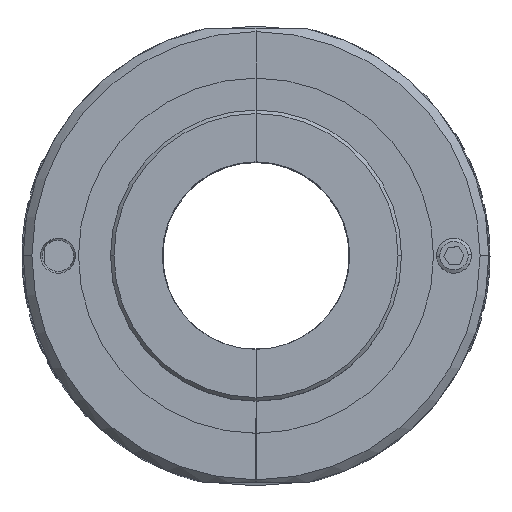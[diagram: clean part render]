
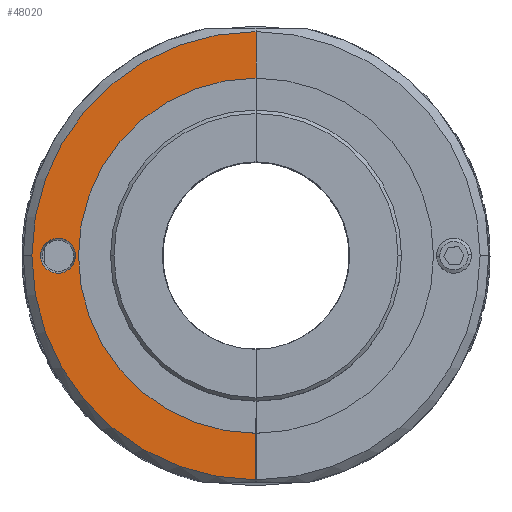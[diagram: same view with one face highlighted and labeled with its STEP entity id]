
A CAD part, top view. The second image highlights one B-rep face of the part: STEP entity #48020.
In plain terms, the highlighted planar face has unit normal (0, 0, 1).
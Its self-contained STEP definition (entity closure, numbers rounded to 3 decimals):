
#99 = EDGE_CURVE ( 'NONE', #10840, #12834, #43124, .T. ) ;
#2671 = VERTEX_POINT ( 'NONE', #32323 ) ;
#2692 = EDGE_CURVE ( 'NONE', #2671, #29747, #38127, .T. ) ;
#3362 = EDGE_CURVE ( 'NONE', #22853, #28468, #27762, .T. ) ;
#3802 = DIRECTION ( 'NONE',  ( 1., 0., 0. ) ) ;
#8809 = ORIENTED_EDGE ( 'NONE', *, *, #3362, .F. ) ;
#10840 = VERTEX_POINT ( 'NONE', #47080 ) ;
#10912 = CARTESIAN_POINT ( 'NONE',  ( -15.5, 0., -7.5 ) ) ;
#11193 = EDGE_LOOP ( 'NONE', ( #40895, #30036, #36424, #25678, #12358 ) ) ;
#11574 = CARTESIAN_POINT ( 'NONE',  ( -17., 0., -7.5 ) ) ;
#11672 = DIRECTION ( 'NONE',  ( 0., 0., 1. ) ) ;
#11754 = DIRECTION ( 'NONE',  ( 1., 0., 0. ) ) ;
#12358 = ORIENTED_EDGE ( 'NONE', *, *, #55543, .F. ) ;
#12834 = VERTEX_POINT ( 'NONE', #46596 ) ;
#14352 = VECTOR ( 'NONE', #30137, 1000. ) ;
#15446 = EDGE_LOOP ( 'NONE', ( #21148, #8809 ) ) ;
#16424 = CIRCLE ( 'NONE', #57774, 1.5 ) ;
#16728 = DIRECTION ( 'NONE',  ( 0., 0., 1. ) ) ;
#17397 = AXIS2_PLACEMENT_3D ( 'NONE', #39136, #16728, #3802 ) ;
#17412 = DIRECTION ( 'NONE',  ( 0., 1., 0. ) ) ;
#19164 = CARTESIAN_POINT ( 'NONE',  ( -19.25, 0., -7.5 ) ) ;
#20421 = DIRECTION ( 'NONE',  ( 1., 0., 0. ) ) ;
#21056 = EDGE_CURVE ( 'NONE', #38237, #2671, #39788, .T. ) ;
#21148 = ORIENTED_EDGE ( 'NONE', *, *, #53889, .F. ) ;
#22853 = VERTEX_POINT ( 'NONE', #35574 ) ;
#25678 = ORIENTED_EDGE ( 'NONE', *, *, #99, .T. ) ;
#26850 = DIRECTION ( 'NONE',  ( -1., 0., 0. ) ) ;
#27445 = DIRECTION ( 'NONE',  ( 0., 0., -1. ) ) ;
#27762 = CIRCLE ( 'NONE', #39110, 1.5 ) ;
#28173 = DIRECTION ( 'NONE',  ( 0., 0., 1. ) ) ;
#28239 = VECTOR ( 'NONE', #17412, 1000. ) ;
#28468 = VERTEX_POINT ( 'NONE', #10912 ) ;
#28712 = AXIS2_PLACEMENT_3D ( 'NONE', #51429, #11672, #47886 ) ;
#28898 = EDGE_CURVE ( 'NONE', #29747, #10840, #48167, .T. ) ;
#29241 = DIRECTION ( 'NONE',  ( 0., 0., 1. ) ) ;
#29747 = VERTEX_POINT ( 'NONE', #19164 ) ;
#30036 = ORIENTED_EDGE ( 'NONE', *, *, #2692, .T. ) ;
#30137 = DIRECTION ( 'NONE',  ( 0., 1., 0. ) ) ;
#31009 = FACE_OUTER_BOUND ( 'NONE', #11193, .T. ) ;
#32323 = CARTESIAN_POINT ( 'NONE',  ( 0., 19.25, -7.5 ) ) ;
#33491 = CARTESIAN_POINT ( 'NONE',  ( 0., 0., -7.5 ) ) ;
#35574 = CARTESIAN_POINT ( 'NONE',  ( -18.5, 0., -7.5 ) ) ;
#35711 = PLANE ( 'NONE',  #37596 ) ;
#36424 = ORIENTED_EDGE ( 'NONE', *, *, #28898, .T. ) ;
#36905 = AXIS2_PLACEMENT_3D ( 'NONE', #33491, #28173, #46184 ) ;
#37596 = AXIS2_PLACEMENT_3D ( 'NONE', #50140, #27445, #26850 ) ;
#38127 = CIRCLE ( 'NONE', #28712, 19.25 ) ;
#38237 = VERTEX_POINT ( 'NONE', #39833 ) ;
#39010 = CIRCLE ( 'NONE', #17397, 15.25 ) ;
#39110 = AXIS2_PLACEMENT_3D ( 'NONE', #52374, #48544, #11754 ) ;
#39136 = CARTESIAN_POINT ( 'NONE',  ( 0., 0., -7.5 ) ) ;
#39788 = LINE ( 'NONE', #57721, #28239 ) ;
#39833 = CARTESIAN_POINT ( 'NONE',  ( 0., 15.25, -7.5 ) ) ;
#40895 = ORIENTED_EDGE ( 'NONE', *, *, #21056, .T. ) ;
#43124 = LINE ( 'NONE', #43707, #14352 ) ;
#43707 = CARTESIAN_POINT ( 'NONE',  ( 0., 15.25, -7.5 ) ) ;
#46184 = DIRECTION ( 'NONE',  ( -1., 0., 0. ) ) ;
#46596 = CARTESIAN_POINT ( 'NONE',  ( 0., -15.25, -7.5 ) ) ;
#47080 = CARTESIAN_POINT ( 'NONE',  ( 0., -19.25, -7.5 ) ) ;
#47886 = DIRECTION ( 'NONE',  ( -1., 0., 0. ) ) ;
#48020 = ADVANCED_FACE ( 'NONE', ( #53387, #31009 ), #35711, .F. ) ;
#48167 = CIRCLE ( 'NONE', #36905, 19.25 ) ;
#48544 = DIRECTION ( 'NONE',  ( 0., 0., 1. ) ) ;
#50140 = CARTESIAN_POINT ( 'NONE',  ( 0., 15.25, -7.5 ) ) ;
#51429 = CARTESIAN_POINT ( 'NONE',  ( 0., 0., -7.5 ) ) ;
#52374 = CARTESIAN_POINT ( 'NONE',  ( -17., 0., -7.5 ) ) ;
#53387 = FACE_BOUND ( 'NONE', #15446, .T. ) ;
#53889 = EDGE_CURVE ( 'NONE', #28468, #22853, #16424, .T. ) ;
#55543 = EDGE_CURVE ( 'NONE', #38237, #12834, #39010, .T. ) ;
#57721 = CARTESIAN_POINT ( 'NONE',  ( 0., 15.25, -7.5 ) ) ;
#57774 = AXIS2_PLACEMENT_3D ( 'NONE', #11574, #29241, #20421 ) ;
